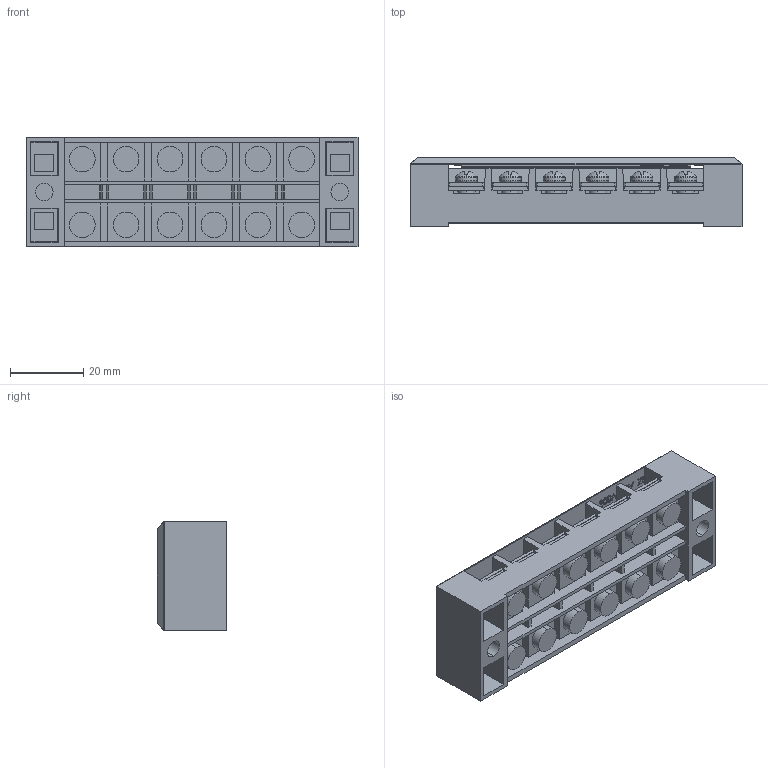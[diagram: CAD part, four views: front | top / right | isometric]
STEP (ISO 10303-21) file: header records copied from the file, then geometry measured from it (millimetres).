
FILE_DESCRIPTION (( 'STEP AP214' ), '1' );
FILE_NAME ('WEIDU TB25XX, 6.STEP', '2019-08-17T01:42:03', ( '' ), ( '' ), 'SwSTEP 2.0', 'SolidWorks 2018', '' );
FILE_SCHEMA (( 'AUTOMOTIVE_DESIGN' ));
Length unit declared in the file: millimetre
Products named in the file (6): COVER, WEIDU TB25XX_6; TERMINAL PLATE, WEIDU TB25XX; CONDUCTING STRIP, WEIDU TB25XX; BLOCK, WEIDU TB25XX_6; WEIDU TB25XX, 6; PBHS, M4X8, WEIDU TB25XX_default
Assembly tree (32 placements, depth 2):
  WEIDU TB25XX, 6
    BLOCK, WEIDU TB25XX_6
    CONDUCTING STRIP, WEIDU TB25XX  x6
    TERMINAL PLATE, WEIDU TB25XX  x12
    COVER, WEIDU TB25XX_6
    PBHS, M4X8, WEIDU TB25XX_default  x12
Bounding box: 90.8 x 19 x 30 mm (x, y, z)
Volume: 26890.3 mm3; surface area: 34191.6 mm2
Topology: 32 solids, 32 shells, 1468 faces, 3810 edges, 2456 vertices
Faces by surface type: plane 822, cylinder 264, bspline 152, cone 108, torus 72, sphere 50
Entity records: 34074 total; most frequent: CARTESIAN_POINT 13492, ORIENTED_EDGE 4418, DIRECTION 3732, EDGE_CURVE 2209, LINE 1526, VECTOR 1526, VERTEX_POINT 1423, AXIS2_PLACEMENT_3D 1103
